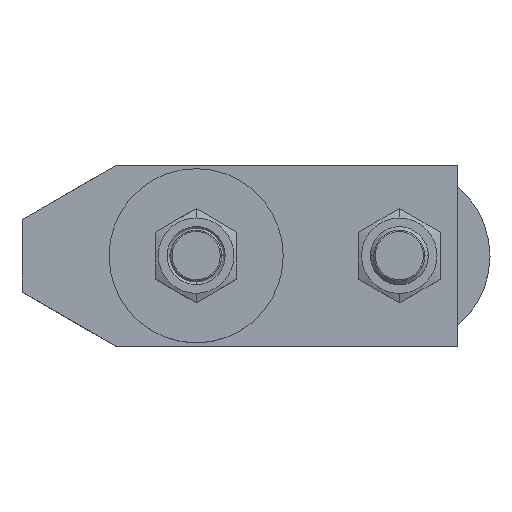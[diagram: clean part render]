
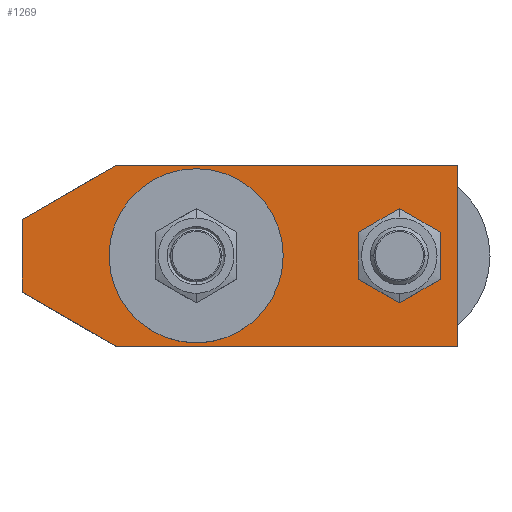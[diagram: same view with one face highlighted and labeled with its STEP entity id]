
A CAD part, top view. The second image highlights one B-rep face of the part: STEP entity #1269.
In plain terms, the highlighted planar face has unit normal (0, 0, 1).
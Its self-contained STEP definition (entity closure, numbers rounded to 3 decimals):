
#689=EDGE_CURVE('',#945,#1267,#1811,.T.);
#745=EDGE_CURVE('',#769,#789,#1875,.T.);
#769=VERTEX_POINT('',#1902);
#789=VERTEX_POINT('',#1924);
#793=EDGE_CURVE('',#815,#865,#1928,.T.);
#805=EDGE_CURVE('',#827,#815,#1943,.T.);
#815=VERTEX_POINT('',#1953);
#819=EDGE_CURVE('',#893,#843,#1957,.T.);
#823=EDGE_CURVE('',#853,#827,#1961,.T.);
#827=VERTEX_POINT('',#1965);
#843=VERTEX_POINT('',#1983);
#853=VERTEX_POINT('',#1994);
#865=VERTEX_POINT('',#2007);
#893=VERTEX_POINT('',#2036);
#927=EDGE_CURVE('',#1493,#1485,#2073,.T.);
#945=VERTEX_POINT('',#2091);
#1267=VERTEX_POINT('',#2447);
#1269=ADVANCED_FACE('',(#2449,#2450,#2451),#2452,.T.);
#1337=EDGE_CURVE('',#1267,#769,#2530,.T.);
#1357=EDGE_CURVE('',#789,#1493,#2551,.T.);
#1395=EDGE_CURVE('',#865,#853,#2593,.T.);
#1419=EDGE_CURVE('',#843,#893,#2620,.T.);
#1425=EDGE_CURVE('',#1485,#945,#2627,.T.);
#1485=VERTEX_POINT('',#2693);
#1493=VERTEX_POINT('',#2703);
#1811=LINE('',#3095,#3096);
#1875=LINE('',#3190,#3191);
#1902=CARTESIAN_POINT('',(60.0,12.5,12.0));
#1924=CARTESIAN_POINT('',(60.0,-12.5,12.0));
#1928=LINE('',#3274,#3275);
#1943=CIRCLE('',#3293,4.5);
#1953=CARTESIAN_POINT('',(30.5,-4.5,12.0));
#1957=CIRCLE('',#3315,4.0);
#1961=LINE('',#3322,#3323);
#1965=CARTESIAN_POINT('',(30.5,4.5,12.0));
#1983=CARTESIAN_POINT('',(56.0,0.,12.0));
#1994=CARTESIAN_POINT('',(17.5,4.5,12.0));
#2007=CARTESIAN_POINT('',(17.5,-4.5,12.0));
#2036=CARTESIAN_POINT('',(48.0,0.,12.0));
#2073=LINE('',#3465,#3466);
#2091=CARTESIAN_POINT('',(0.0,5.,12.0));
#2447=CARTESIAN_POINT('',(13.0,12.5,12.0));
#2449=FACE_BOUND('',#4059,.T.);
#2450=FACE_BOUND('',#4060,.T.);
#2451=FACE_OUTER_BOUND('',#4061,.T.);
#2452=PLANE('',#4062);
#2530=LINE('',#4181,#4182);
#2551=LINE('',#4224,#4225);
#2593=CIRCLE('',#4280,4.5);
#2620=CIRCLE('',#4316,4.0);
#2627=LINE('',#4324,#4325);
#2693=CARTESIAN_POINT('',(0.0,-5.,12.0));
#2703=CARTESIAN_POINT('',(13.0,-12.5,12.0));
#3095=CARTESIAN_POINT('',(13.0,12.5,12.0));
#3096=VECTOR('',#4889,1.0);
#3190=CARTESIAN_POINT('',(60.0,-12.5,12.0));
#3191=VECTOR('',#4953,1.0);
#3274=CARTESIAN_POINT('',(31.368,-4.5,12.0));
#3275=VECTOR('',#5015,1.0);
#3293=AXIS2_PLACEMENT_3D('',#5041,#5042,#5043);
#3315=AXIS2_PLACEMENT_3D('',#5050,#5051,#5052);
#3322=CARTESIAN_POINT('',(24.868,4.5,12.0));
#3323=VECTOR('',#5054,1.0);
#3465=CARTESIAN_POINT('',(0.0,-5.,12.0));
#3466=VECTOR('',#5145,1.0);
#4059=EDGE_LOOP('',(#5530,#5531));
#4060=EDGE_LOOP('',(#5532,#5533,#5534,#5535));
#4061=EDGE_LOOP('',(#5536,#5537,#5538,#5539,#5540,#5541));
#4062=AXIS2_PLACEMENT_3D('',#5542,#5543,#5544);
#4181=CARTESIAN_POINT('',(60.0,12.5,12.0));
#4182=VECTOR('',#5642,1.0);
#4224=CARTESIAN_POINT('',(13.0,-12.5,12.0));
#4225=VECTOR('',#5660,1.0);
#4280=AXIS2_PLACEMENT_3D('',#5703,#5704,#5705);
#4316=AXIS2_PLACEMENT_3D('',#5747,#5748,#5749);
#4324=CARTESIAN_POINT('',(0.0,5.,12.0));
#4325=VECTOR('',#5758,1.0);
#4889=DIRECTION('',(0.866,0.5,0.0));
#4953=DIRECTION('',(0.0,-1.0,0.0));
#5015=DIRECTION('',(-1.0,0.0,0.0));
#5041=CARTESIAN_POINT('',(30.5,0.0,12.0));
#5042=DIRECTION('',(0.0,0.0,-1.0));
#5043=DIRECTION('',(0.0,1.0,0.0));
#5050=CARTESIAN_POINT('',(52.0,0.0,12.0));
#5051=DIRECTION('',(0.0,0.0,-1.0));
#5052=DIRECTION('',(-1.0,0.,0.0));
#5054=DIRECTION('',(1.0,0.0,0.0));
#5145=DIRECTION('',(-0.866,0.5,0.0));
#5530=ORIENTED_EDGE('',*,*,#819,.T.);
#5531=ORIENTED_EDGE('',*,*,#1419,.T.);
#5532=ORIENTED_EDGE('',*,*,#1395,.T.);
#5533=ORIENTED_EDGE('',*,*,#823,.T.);
#5534=ORIENTED_EDGE('',*,*,#805,.T.);
#5535=ORIENTED_EDGE('',*,*,#793,.T.);
#5536=ORIENTED_EDGE('',*,*,#1357,.F.);
#5537=ORIENTED_EDGE('',*,*,#745,.F.);
#5538=ORIENTED_EDGE('',*,*,#1337,.F.);
#5539=ORIENTED_EDGE('',*,*,#689,.F.);
#5540=ORIENTED_EDGE('',*,*,#1425,.F.);
#5541=ORIENTED_EDGE('',*,*,#927,.F.);
#5542=CARTESIAN_POINT('',(32.236,0.,12.0));
#5543=DIRECTION('',(0.0,0.0,1.0));
#5544=DIRECTION('',(1.0,0.0,0.0));
#5642=DIRECTION('',(1.0,0.0,0.0));
#5660=DIRECTION('',(-1.0,0.0,0.0));
#5703=CARTESIAN_POINT('',(17.5,0.0,12.0));
#5704=DIRECTION('',(0.0,0.0,-1.0));
#5705=DIRECTION('',(0.0,-1.0,0.0));
#5747=CARTESIAN_POINT('',(52.0,0.0,12.0));
#5748=DIRECTION('',(0.0,0.0,-1.0));
#5749=DIRECTION('',(-1.0,0.,0.0));
#5758=DIRECTION('',(0.0,1.0,0.0));
